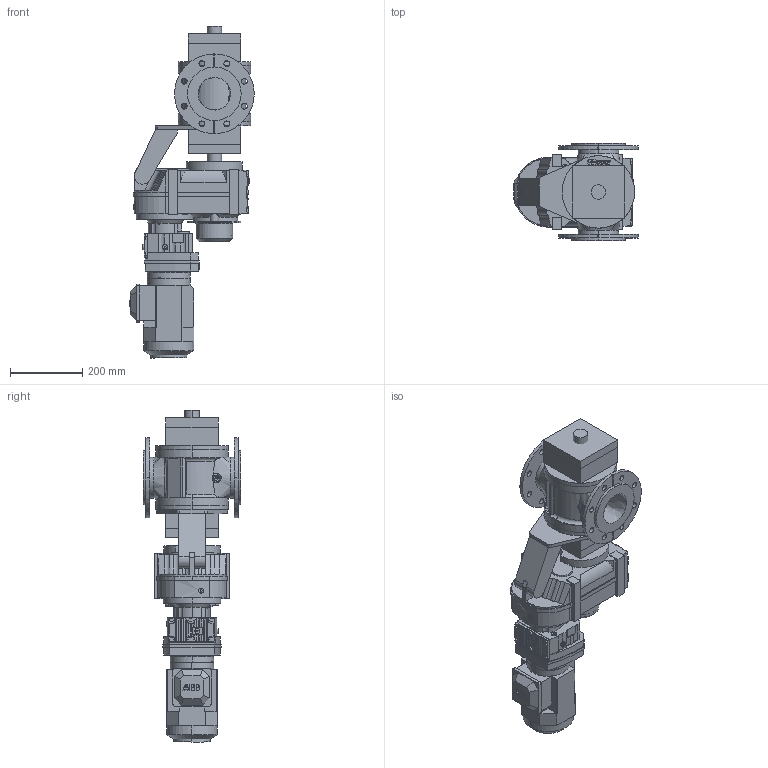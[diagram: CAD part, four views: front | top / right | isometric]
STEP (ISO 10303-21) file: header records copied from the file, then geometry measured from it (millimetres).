
FILE_DESCRIPTION (( 'STEP AP214' ), '1' );
FILE_NAME ('RV150-150-DN100xDN100.STEP', '2025-01-15T08:16:57', ( '' ), ( '' ), 'SwSTEP 2.0', 'SolidWorks 2022', '' );
FILE_SCHEMA (( 'AUTOMOTIVE_DESIGN' ));
Length unit declared in the file: millimetre
Products named in the file (1): RV150-150-DN100xDN100
Bounding box: 343.41 x 270 x 916.5 mm (x, y, z)
Volume: 23461035.5 mm3; surface area: 1655745.8 mm2
Topology: 14 solids, 24 shells, 1458 faces, 3947 edges, 2621 vertices
Faces by surface type: plane 815, cylinder 529, cone 57, bspline 47, torus 10
Entity records: 74166 total; most frequent: CARTESIAN_POINT 25883, ORIENTED_EDGE 7822, DIRECTION 6708, EDGE_CURVE 3911, VERTEX_POINT 2621, LINE 2402, VECTOR 2402, AXIS2_PLACEMENT_3D 2153
